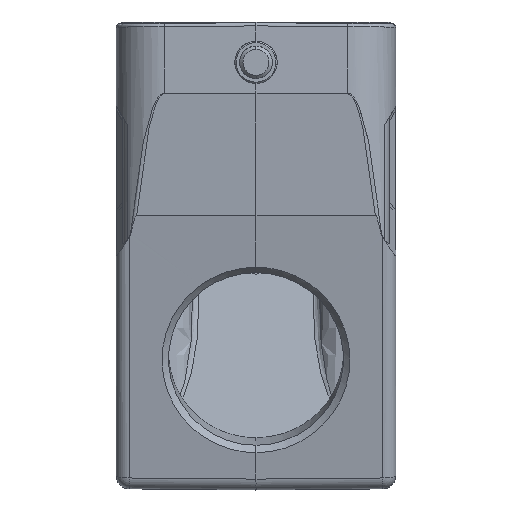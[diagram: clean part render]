
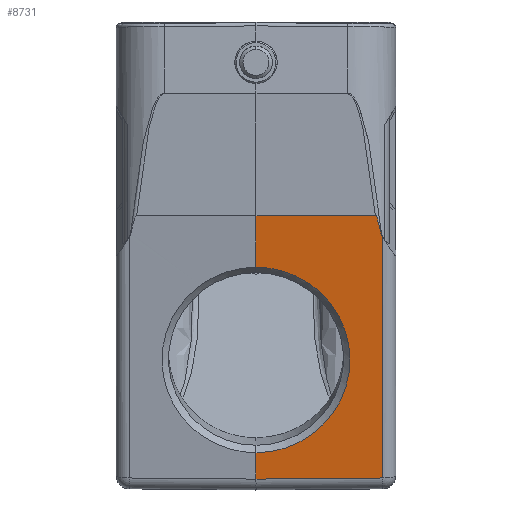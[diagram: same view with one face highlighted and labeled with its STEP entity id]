
A CAD part, left-side view. The second image highlights one B-rep face of the part: STEP entity #8731.
In plain terms, the highlighted planar face has unit normal (-0.987, -0.009, -0.16).
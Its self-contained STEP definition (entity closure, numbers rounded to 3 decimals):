
#225=DIRECTION('',(-0.16,0.,0.987));
#226=VECTOR('',#225,37.533);
#227=CARTESIAN_POINT('',(-21.628,-19.517,
-70.15));
#228=LINE('',#227,#226);
#229=CARTESIAN_POINT('',(-27.646,-19.517,
-33.103));
#815=CARTESIAN_POINT('',(-28.196,-18.361,
-29.778));
#852=CARTESIAN_POINT('',(-22.432,0.,
-66.263));
#853=CARTESIAN_POINT('',(-22.424,-0.831,
-66.264));
#854=CARTESIAN_POINT('',(-22.433,-2.473,
-66.122));
#855=CARTESIAN_POINT('',(-22.515,-4.931,
-65.482));
#856=CARTESIAN_POINT('',(-22.666,-7.231,
-64.426));
#857=CARTESIAN_POINT('',(-22.878,-9.296,
-63.009));
#858=CARTESIAN_POINT('',(-23.152,-11.114,
-61.226));
#859=CARTESIAN_POINT('',(-23.474,-12.578,
-59.166));
#860=CARTESIAN_POINT('',(-23.834,-13.655,
-56.889));
#861=CARTESIAN_POINT('',(-24.222,-14.312,
-54.467));
#862=CARTESIAN_POINT('',(-24.625,-14.532,
-51.974));
#863=CARTESIAN_POINT('',(-25.031,-14.31,
-49.485));
#864=CARTESIAN_POINT('',(-25.428,-13.655,
-47.074));
#865=CARTESIAN_POINT('',(-25.805,-12.584,
-44.811));
#866=CARTESIAN_POINT('',(-26.15,-11.133,
-42.766));
#867=CARTESIAN_POINT('',(-26.455,-9.323,
-40.988));
#868=CARTESIAN_POINT('',(-26.703,-7.272,
-39.576));
#869=CARTESIAN_POINT('',(-26.897,-4.95,
-38.509));
#870=CARTESIAN_POINT('',(-27.022,-2.473,
-37.871));
#871=CARTESIAN_POINT('',(-27.059,-0.829,
-37.733));
#872=CARTESIAN_POINT('',(-27.066,0.,
-37.737));
#874=DIRECTION('',(0.009,-1.,0.001));
#875=VECTOR('',#874,18.361);
#876=CARTESIAN_POINT('',(-28.355,0.,
-29.803));
#877=LINE('',#876,#875);
#878=CARTESIAN_POINT('',(-28.196,-18.361,
-29.778));
#879=CARTESIAN_POINT('',(-28.196,-18.371,
-29.777));
#880=CARTESIAN_POINT('',(-28.196,-18.387,
-29.782));
#881=CARTESIAN_POINT('',(-28.194,-18.415,
-29.793));
#882=CARTESIAN_POINT('',(-28.19,-18.442,
-29.813));
#883=CARTESIAN_POINT('',(-28.185,-18.469,
-29.84));
#884=CARTESIAN_POINT('',(-28.18,-18.494,
-29.872));
#885=CARTESIAN_POINT('',(-28.174,-18.52,
-29.91));
#886=CARTESIAN_POINT('',(-28.166,-18.546,
-29.953));
#887=CARTESIAN_POINT('',(-28.158,-18.571,
-30.002));
#888=CARTESIAN_POINT('',(-28.149,-18.597,
-30.056));
#889=CARTESIAN_POINT('',(-28.139,-18.624,
-30.117));
#890=CARTESIAN_POINT('',(-28.128,-18.651,
-30.183));
#891=CARTESIAN_POINT('',(-28.116,-18.679,
-30.256));
#892=CARTESIAN_POINT('',(-28.103,-18.708,
-30.337));
#893=CARTESIAN_POINT('',(-28.088,-18.737,
-30.425));
#894=CARTESIAN_POINT('',(-28.072,-18.768,
-30.521));
#895=CARTESIAN_POINT('',(-28.055,-18.8,
-30.626));
#896=CARTESIAN_POINT('',(-28.036,-18.833,
-30.741));
#897=CARTESIAN_POINT('',(-28.015,-18.867,
-30.867));
#898=CARTESIAN_POINT('',(-27.993,-18.903,
-31.002));
#899=CARTESIAN_POINT('',(-27.968,-18.941,
-31.153));
#900=CARTESIAN_POINT('',(-27.942,-18.978,
-31.31));
#901=CARTESIAN_POINT('',(-27.92,-19.01,
-31.446));
#902=CARTESIAN_POINT('',(-27.9,-19.036,
-31.565));
#903=CARTESIAN_POINT('',(-27.883,-19.06,
-31.672));
#904=CARTESIAN_POINT('',(-27.867,-19.08,
-31.768));
#905=CARTESIAN_POINT('',(-27.853,-19.098,
-31.854));
#906=CARTESIAN_POINT('',(-27.84,-19.114,
-31.931));
#907=CARTESIAN_POINT('',(-27.828,-19.129,
-32.002));
#908=CARTESIAN_POINT('',(-27.818,-19.141,
-32.066));
#909=CARTESIAN_POINT('',(-27.808,-19.153,
-32.124));
#910=CARTESIAN_POINT('',(-27.8,-19.164,
-32.178));
#911=CARTESIAN_POINT('',(-27.792,-19.173,
-32.226));
#912=CARTESIAN_POINT('',(-27.784,-19.182,
-32.271));
#913=CARTESIAN_POINT('',(-27.777,-19.19,
-32.312));
#914=CARTESIAN_POINT('',(-27.771,-19.197,
-32.35));
#915=CARTESIAN_POINT('',(-27.766,-19.203,
-32.384));
#916=CARTESIAN_POINT('',(-27.76,-19.209,
-32.416));
#917=CARTESIAN_POINT('',(-27.756,-19.215,
-32.445));
#918=CARTESIAN_POINT('',(-27.751,-19.22,
-32.472));
#919=CARTESIAN_POINT('',(-27.747,-19.225,
-32.497));
#920=CARTESIAN_POINT('',(-27.743,-19.229,
-32.52));
#921=CARTESIAN_POINT('',(-27.74,-19.233,
-32.541));
#922=CARTESIAN_POINT('',(-27.737,-19.236,
-32.561));
#923=CARTESIAN_POINT('',(-27.734,-19.24,
-32.579));
#924=CARTESIAN_POINT('',(-27.731,-19.243,
-32.595));
#925=CARTESIAN_POINT('',(-27.728,-19.246,
-32.611));
#926=CARTESIAN_POINT('',(-27.726,-19.248,
-32.625));
#927=CARTESIAN_POINT('',(-27.724,-19.251,
-32.638));
#928=CARTESIAN_POINT('',(-27.723,-19.252,
-32.651));
#929=CARTESIAN_POINT('',(-27.719,-19.257,
-32.656));
#930=CARTESIAN_POINT('',(-27.719,-19.261,
-32.658));
#932=CARTESIAN_POINT('',(-27.719,-19.261,
-32.658));
#933=CARTESIAN_POINT('',(-27.71,-19.29,
-32.709));
#934=CARTESIAN_POINT('',(-27.696,-19.348,
-32.809));
#935=CARTESIAN_POINT('',(-27.671,-19.432,
-32.955));
#936=CARTESIAN_POINT('',(-27.654,-19.489,
-33.054));
#937=CARTESIAN_POINT('',(-27.646,-19.517,
-33.103));
#939=DIRECTION('',(-0.007,1.,-0.009));
#940=VECTOR('',#939,19.519);
#941=CARTESIAN_POINT('',(-21.628,-19.517,
-70.15));
#942=LINE('',#941,#940);
#1045=DIRECTION('',(0.16,0.,-0.987));
#1046=VECTOR('',#1045,4.111);
#1047=CARTESIAN_POINT('',(-22.432,0.,
-66.263));
#1048=LINE('',#1047,#1046);
#1120=DIRECTION('',(0.16,0.,-0.987));
#1121=VECTOR('',#1120,8.038);
#1122=CARTESIAN_POINT('',(-28.355,0.,
-29.803));
#1123=LINE('',#1122,#1121);
#6385=VERTEX_POINT('',#229);
#6386=VERTEX_POINT('',#932);
#6387=CARTESIAN_POINT('',(-21.628,-19.517,
-70.15));
#6388=VERTEX_POINT('',#6387);
#6505=VERTEX_POINT('',#815);
#6506=CARTESIAN_POINT('',(-28.355,0.,
-29.803));
#6507=VERTEX_POINT('',#6506);
#6508=VERTEX_POINT('',#852);
#6509=VERTEX_POINT('',#872);
#6510=CARTESIAN_POINT('',(-21.773,0.,
-70.321));
#6511=VERTEX_POINT('',#6510);
#8712=CARTESIAN_POINT('',(-21.5,0.,-72.));
#8713=DIRECTION('',(-0.987,-0.009,-0.16));
#8714=DIRECTION('',(-0.16,0.,0.987));
#8715=AXIS2_PLACEMENT_3D('',#8712,#8713,#8714);
#8716=PLANE('',#8715);
#8718=ORIENTED_EDGE('',*,*,#8717,.T.);
#8720=ORIENTED_EDGE('',*,*,#8719,.F.);
#8721=ORIENTED_EDGE('',*,*,#8575,.T.);
#8722=ORIENTED_EDGE('',*,*,#8707,.T.);
#8723=ORIENTED_EDGE('',*,*,#7794,.T.);
#8724=ORIENTED_EDGE('',*,*,#7846,.F.);
#8726=ORIENTED_EDGE('',*,*,#8725,.T.);
#8728=ORIENTED_EDGE('',*,*,#8727,.F.);
#8729=EDGE_LOOP('',(#8718,#8720,#8721,#8722,#8723,#8724,#8726,#8728));
#8730=FACE_OUTER_BOUND('',#8729,.F.);
#8731=ADVANCED_FACE('',(#8730),#8716,.T.);
#873=B_SPLINE_CURVE_WITH_KNOTS('',3,(#852,#853,#854,#855,#856,#857,#858,#859,
#860,#861,#862,#863,#864,#865,#866,#867,#868,#869,#870,#871,#872),.UNSPECIFIED.,
.F.,.F.,(4,1,1,1,1,1,1,1,1,1,1,1,1,1,1,1,1,1,4),(0.,0.056,
0.111,0.167,0.222,0.278,
0.333,0.389,0.444,0.5,0.556,
0.611,0.667,0.722,0.778,
0.833,0.889,0.944,1.),.UNSPECIFIED.);
#931=B_SPLINE_CURVE_WITH_KNOTS('',3,(#878,#879,#880,#881,#882,#883,#884,#885,
#886,#887,#888,#889,#890,#891,#892,#893,#894,#895,#896,#897,#898,#899,#900,#901,
#902,#903,#904,#905,#906,#907,#908,#909,#910,#911,#912,#913,#914,#915,#916,#917,
#918,#919,#920,#921,#922,#923,#924,#925,#926,#927,#928,#929,#930),.UNSPECIFIED.,
.F.,.F.,(4,1,1,1,1,1,1,1,1,1,1,1,1,1,1,1,1,1,1,1,1,1,1,1,1,1,1,1,1,1,1,1,1,1,1,
1,1,1,1,1,1,1,1,1,1,1,1,1,1,1,4),(0.,0.02,0.04,0.06,0.08,0.1,0.12,
0.14,0.16,0.18,0.2,0.22,0.24,0.26,0.28,0.3,0.32,0.34,
0.36,0.38,0.4,0.42,0.44,0.46,0.48,0.5,0.52,0.54,0.56,
0.58,0.6,0.62,0.64,0.66,0.68,0.7,0.72,0.74,0.76,0.78,
0.8,0.82,0.84,0.86,0.88,0.9,0.92,0.94,0.96,0.98,1.),
.UNSPECIFIED.);
#938=B_SPLINE_CURVE_WITH_KNOTS('',3,(#932,#933,#934,#935,#936,#937),
.UNSPECIFIED.,.F.,.F.,(4,1,1,4),(0.,0.333,0.667,1.),
.UNSPECIFIED.);
#7794=EDGE_CURVE('',#6386,#6385,#938,.T.);
#7846=EDGE_CURVE('',#6388,#6385,#228,.T.);
#8575=EDGE_CURVE('',#6507,#6505,#877,.T.);
#8707=EDGE_CURVE('',#6505,#6386,#931,.T.);
#8717=EDGE_CURVE('',#6508,#6509,#873,.T.);
#8719=EDGE_CURVE('',#6507,#6509,#1123,.T.);
#8725=EDGE_CURVE('',#6388,#6511,#942,.T.);
#8727=EDGE_CURVE('',#6508,#6511,#1048,.T.);
